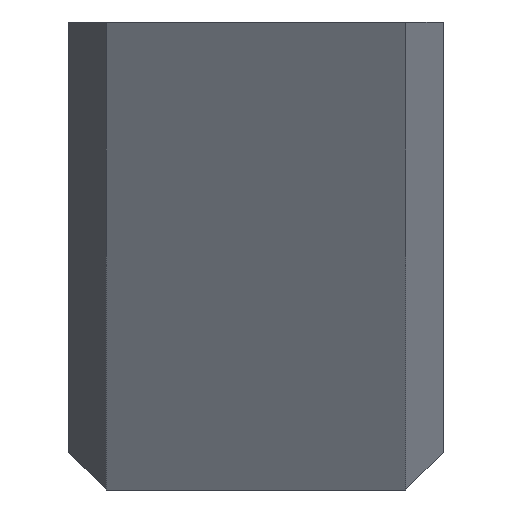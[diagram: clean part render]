
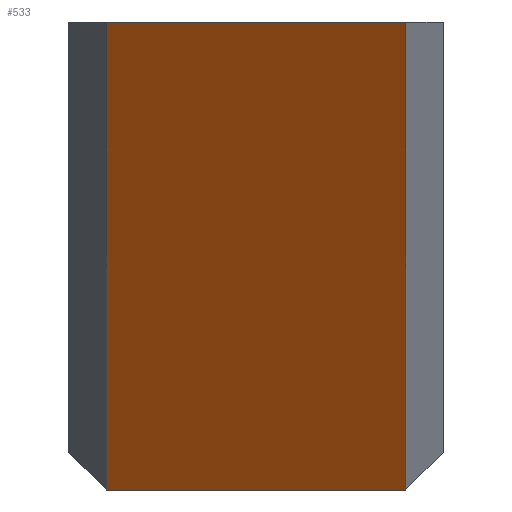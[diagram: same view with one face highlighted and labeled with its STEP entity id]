
A CAD part, left-side view. The second image highlights one B-rep face of the part: STEP entity #533.
In plain terms, the highlighted planar face has unit normal (-0.819, 0, -0.574).
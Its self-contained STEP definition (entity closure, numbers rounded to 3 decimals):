
#43=PLANE('',#593);
#73=FACE_OUTER_BOUND('',#105,.T.);
#105=EDGE_LOOP('',(#461,#462,#463,#464));
#143=LINE('',#852,#201);
#159=LINE('',#882,#217);
#160=LINE('',#885,#218);
#161=LINE('',#886,#219);
#201=VECTOR('',#699,10.);
#217=VECTOR('',#725,10.);
#218=VECTOR('',#728,10.);
#219=VECTOR('',#729,10.);
#266=VERTEX_POINT('',#849);
#267=VERTEX_POINT('',#851);
#276=VERTEX_POINT('',#878);
#277=VERTEX_POINT('',#884);
#327=EDGE_CURVE('',#266,#267,#143,.T.);
#343=EDGE_CURVE('',#276,#266,#159,.T.);
#344=EDGE_CURVE('',#276,#277,#160,.T.);
#345=EDGE_CURVE('',#267,#277,#161,.T.);
#461=ORIENTED_EDGE('',*,*,#343,.F.);
#462=ORIENTED_EDGE('',*,*,#344,.T.);
#463=ORIENTED_EDGE('',*,*,#345,.F.);
#464=ORIENTED_EDGE('',*,*,#327,.F.);
#533=ADVANCED_FACE('',(#73),#43,.T.);
#593=AXIS2_PLACEMENT_3D('',#883,#726,#727);
#699=DIRECTION('',(0.,-1.,0.));
#725=DIRECTION('',(-0.573,0.,0.819));
#726=DIRECTION('center_axis',(-0.819,0.,-0.573));
#727=DIRECTION('ref_axis',(0.573,0.,-0.819));
#728=DIRECTION('',(0.,-1.,0.));
#729=DIRECTION('',(0.573,0.,-0.819));
#849=CARTESIAN_POINT('',(-70.,-9.594,126.8));
#851=CARTESIAN_POINT('',(-70.,-25.594,126.8));
#852=CARTESIAN_POINT('',(-70.,-7.594,126.8));
#878=CARTESIAN_POINT('',(-52.5,-9.594,101.8));
#882=CARTESIAN_POINT('',(-55.554,-9.594,106.162));
#883=CARTESIAN_POINT('Origin',(-70.,-7.594,126.8));
#884=CARTESIAN_POINT('',(-52.5,-25.594,101.8));
#885=CARTESIAN_POINT('',(-52.5,-7.594,101.8));
#886=CARTESIAN_POINT('',(-55.554,-25.594,106.162));
